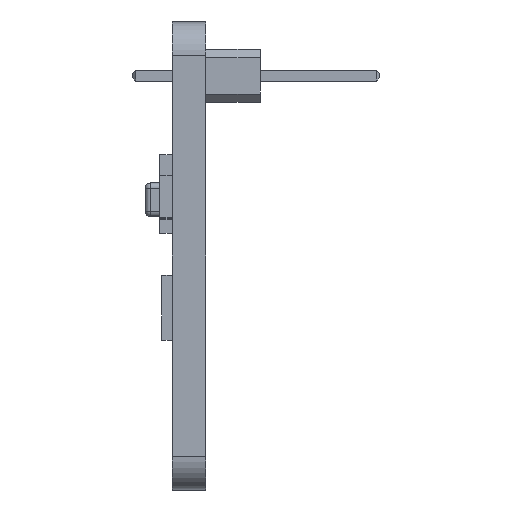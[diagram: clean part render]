
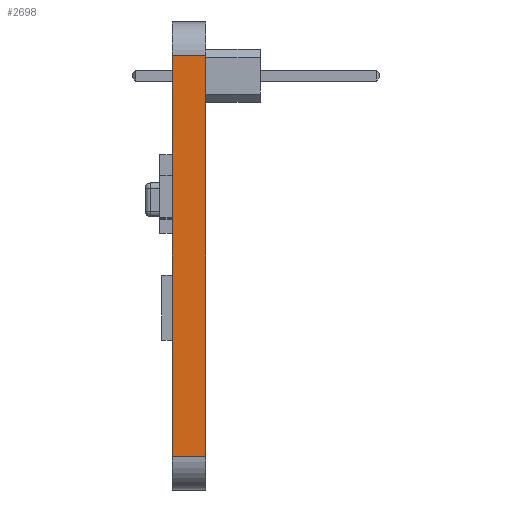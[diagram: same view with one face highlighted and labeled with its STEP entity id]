
A CAD part, left-side view. The second image highlights one B-rep face of the part: STEP entity #2698.
In plain terms, the highlighted planar face has unit normal (-1, 0, 0).
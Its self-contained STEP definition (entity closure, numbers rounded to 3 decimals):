
#141 = CARTESIAN_POINT ( 'NONE',  ( -12.8, 1.6, 9.575 ) ) ;
#351 = ORIENTED_EDGE ( 'NONE', *, *, #3883, .F. ) ;
#389 = LINE ( 'NONE', #1446, #1623 ) ;
#591 = DIRECTION ( 'NONE',  ( 0., -1., 0. ) ) ;
#871 = DIRECTION ( 'NONE',  ( 0., 0., -1. ) ) ;
#892 = VERTEX_POINT ( 'NONE', #3967 ) ;
#894 = DIRECTION ( 'NONE',  ( 1., 0., 0. ) ) ;
#1201 = EDGE_LOOP ( 'NONE', ( #2294, #351, #3268, #1666 ) ) ;
#1276 = VERTEX_POINT ( 'NONE', #4689 ) ;
#1305 = VERTEX_POINT ( 'NONE', #2435 ) ;
#1394 = EDGE_CURVE ( 'NONE', #1305, #1276, #389, .T. ) ;
#1446 = CARTESIAN_POINT ( 'NONE',  ( -12.8, 0., 9.575 ) ) ;
#1623 = VECTOR ( 'NONE', #2452, 1000. ) ;
#1666 = ORIENTED_EDGE ( 'NONE', *, *, #4543, .T. ) ;
#1695 = CARTESIAN_POINT ( 'NONE',  ( -12.8, 1.6, 9.575 ) ) ;
#2049 = AXIS2_PLACEMENT_3D ( 'NONE', #4730, #894, #871 ) ;
#2147 = VECTOR ( 'NONE', #4038, 1000. ) ;
#2294 = ORIENTED_EDGE ( 'NONE', *, *, #1394, .T. ) ;
#2435 = CARTESIAN_POINT ( 'NONE',  ( -12.8, 0., -9.575 ) ) ;
#2452 = DIRECTION ( 'NONE',  ( 0., 0., 1. ) ) ;
#2512 = VERTEX_POINT ( 'NONE', #1695 ) ;
#2529 = CARTESIAN_POINT ( 'NONE',  ( -12.8, 1.6, -9.575 ) ) ;
#2698 = ADVANCED_FACE ( 'NONE', ( #4413 ), #2823, .F. ) ;
#2823 = PLANE ( 'NONE',  #2049 ) ;
#2859 = EDGE_CURVE ( 'NONE', #892, #2512, #3517, .T. ) ;
#3056 = CARTESIAN_POINT ( 'NONE',  ( -12.8, 1.6, 9.575 ) ) ;
#3268 = ORIENTED_EDGE ( 'NONE', *, *, #2859, .F. ) ;
#3437 = DIRECTION ( 'NONE',  ( 0., -1., 0. ) ) ;
#3517 = LINE ( 'NONE', #141, #2147 ) ;
#3862 = VECTOR ( 'NONE', #591, 1000. ) ;
#3883 = EDGE_CURVE ( 'NONE', #2512, #1276, #5196, .T. ) ;
#3967 = CARTESIAN_POINT ( 'NONE',  ( -12.8, 1.6, -9.575 ) ) ;
#4038 = DIRECTION ( 'NONE',  ( 0., 0., 1. ) ) ;
#4413 = FACE_OUTER_BOUND ( 'NONE', #1201, .T. ) ;
#4444 = LINE ( 'NONE', #2529, #3862 ) ;
#4543 = EDGE_CURVE ( 'NONE', #892, #1305, #4444, .T. ) ;
#4598 = VECTOR ( 'NONE', #3437, 1000. ) ;
#4689 = CARTESIAN_POINT ( 'NONE',  ( -12.8, 0., 9.575 ) ) ;
#4730 = CARTESIAN_POINT ( 'NONE',  ( -12.8, 1.6, 9.575 ) ) ;
#5196 = LINE ( 'NONE', #3056, #4598 ) ;
